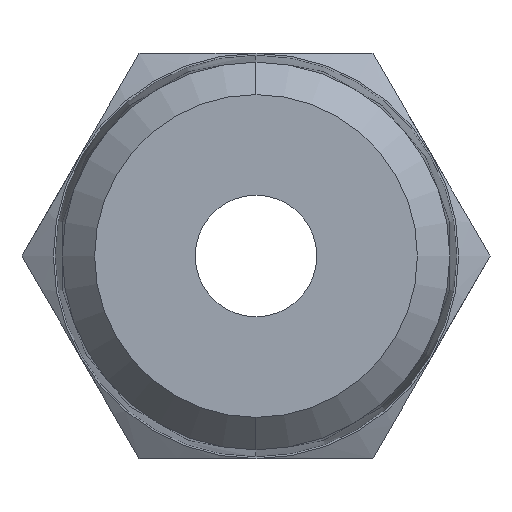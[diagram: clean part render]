
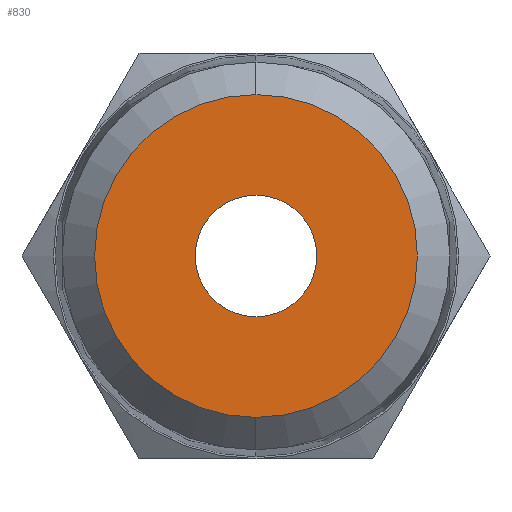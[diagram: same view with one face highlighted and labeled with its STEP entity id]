
A CAD part, front view. The second image highlights one B-rep face of the part: STEP entity #830.
In plain terms, the highlighted planar face has unit normal (0, -1, 0).
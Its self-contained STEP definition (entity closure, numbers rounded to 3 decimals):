
#8 = AXIS2_PLACEMENT_3D ( 'NONE', #950, #986, #1003 ) ;
#25 = AXIS2_PLACEMENT_3D ( 'NONE', #897, #892, #888 ) ;
#30 = AXIS2_PLACEMENT_3D ( 'NONE', #1163, #858, #857 ) ;
#35 = AXIS2_PLACEMENT_3D ( 'NONE', #1492, #1505, #1587 ) ;
#108 = EDGE_CURVE ( 'NONE', #1650, #1534, #573, .T. ) ;
#128 = AXIS2_PLACEMENT_3D ( 'NONE', #1576, #1608, #1549 ) ;
#161 = EDGE_CURVE ( 'NONE', #1534, #1650, #385, .T. ) ;
#186 = EDGE_CURVE ( 'NONE', #1648, #1423, #343, .T. ) ;
#212 = EDGE_CURVE ( 'NONE', #1423, #1648, #244, .T. ) ;
#244 = CIRCLE ( 'NONE', #25, 1.5 ) ;
#340 = FACE_BOUND ( 'NONE', #583, .T. ) ;
#343 = CIRCLE ( 'NONE', #30, 1.5 ) ;
#385 = CIRCLE ( 'NONE', #35, 3.982 ) ;
#433 = FACE_OUTER_BOUND ( 'NONE', #492, .T. ) ;
#492 = EDGE_LOOP ( 'NONE', ( #657, #634 ) ) ;
#573 = CIRCLE ( 'NONE', #128, 3.982 ) ;
#583 = EDGE_LOOP ( 'NONE', ( #660, #659 ) ) ;
#634 = ORIENTED_EDGE ( 'NONE', *, *, #108, .T. ) ;
#657 = ORIENTED_EDGE ( 'NONE', *, *, #161, .T. ) ;
#659 = ORIENTED_EDGE ( 'NONE', *, *, #212, .F. ) ;
#660 = ORIENTED_EDGE ( 'NONE', *, *, #186, .F. ) ;
#830 = ADVANCED_FACE ( 'NONE', ( #340, #433 ), #1135, .T. ) ;
#857 = DIRECTION ( 'NONE',  ( 0., 0., -1. ) ) ;
#858 = DIRECTION ( 'NONE',  ( 0., -1., 0. ) ) ;
#888 = DIRECTION ( 'NONE',  ( 0., 0., -1. ) ) ;
#892 = DIRECTION ( 'NONE',  ( 0., -1., 0. ) ) ;
#897 = CARTESIAN_POINT ( 'NONE',  ( 0., 0., 0. ) ) ;
#950 = CARTESIAN_POINT ( 'NONE',  ( 0., 0., 0. ) ) ;
#986 = DIRECTION ( 'NONE',  ( 0., -1., 0. ) ) ;
#1003 = DIRECTION ( 'NONE',  ( 0., 0., -1. ) ) ;
#1135 = PLANE ( 'NONE',  #8 ) ;
#1163 = CARTESIAN_POINT ( 'NONE',  ( 0., 0., 0. ) ) ;
#1243 = CARTESIAN_POINT ( 'NONE',  ( 0., 0., 1.5 ) ) ;
#1252 = CARTESIAN_POINT ( 'NONE',  ( 0., 0., -3.982 ) ) ;
#1334 = CARTESIAN_POINT ( 'NONE',  ( 0., 0., -1.5 ) ) ;
#1339 = CARTESIAN_POINT ( 'NONE',  ( 0., 0., 3.982 ) ) ;
#1423 = VERTEX_POINT ( 'NONE', #1243 ) ;
#1492 = CARTESIAN_POINT ( 'NONE',  ( 0., 0., 0. ) ) ;
#1505 = DIRECTION ( 'NONE',  ( 0., -1., 0. ) ) ;
#1534 = VERTEX_POINT ( 'NONE', #1339 ) ;
#1549 = DIRECTION ( 'NONE',  ( 0., 0., -1. ) ) ;
#1576 = CARTESIAN_POINT ( 'NONE',  ( 0., 0., 0. ) ) ;
#1587 = DIRECTION ( 'NONE',  ( 0., 0., -1. ) ) ;
#1608 = DIRECTION ( 'NONE',  ( 0., -1., 0. ) ) ;
#1648 = VERTEX_POINT ( 'NONE', #1334 ) ;
#1650 = VERTEX_POINT ( 'NONE', #1252 ) ;
